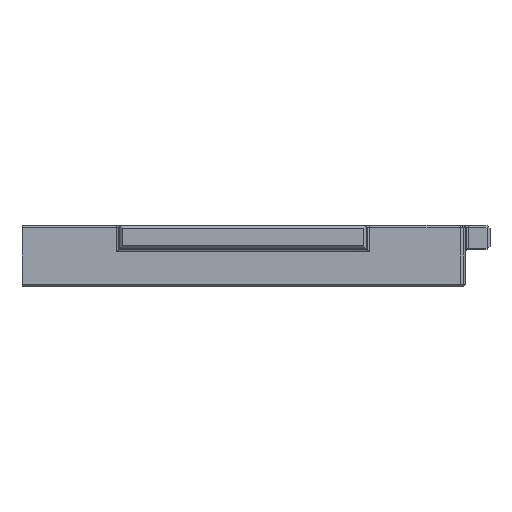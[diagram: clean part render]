
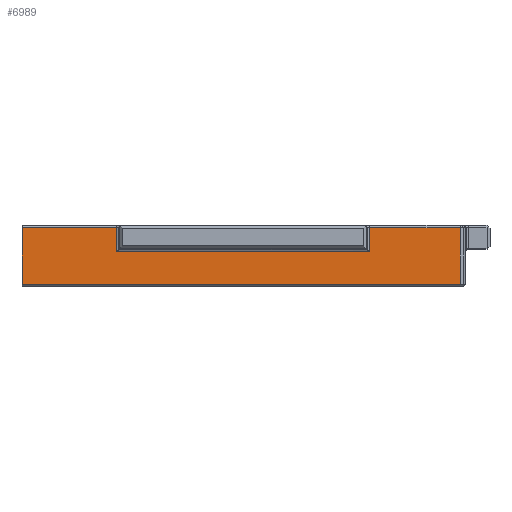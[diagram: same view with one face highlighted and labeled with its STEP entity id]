
A CAD part, top view. The second image highlights one B-rep face of the part: STEP entity #6989.
In plain terms, the highlighted planar face has unit normal (0, 0, 1).
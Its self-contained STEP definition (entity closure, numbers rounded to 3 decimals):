
#283 = LINE ( 'NONE', #1697, #15712 ) ;
#783 = VERTEX_POINT ( 'NONE', #4173 ) ;
#1088 = DIRECTION ( 'NONE',  ( 0., 0., 1. ) ) ;
#1254 = EDGE_LOOP ( 'NONE', ( #20370, #14729, #7625, #6561, #9449, #15297, #9710, #7004 ) ) ;
#1697 = CARTESIAN_POINT ( 'NONE',  ( 170.6, 22.6, 59.8 ) ) ;
#2617 = VERTEX_POINT ( 'NONE', #2904 ) ;
#2695 = EDGE_CURVE ( 'NONE', #14316, #783, #283, .T. ) ;
#2717 = CARTESIAN_POINT ( 'NONE',  ( 100.3, 8., 59.8 ) ) ;
#2724 = FACE_OUTER_BOUND ( 'NONE', #1254, .T. ) ;
#2904 = CARTESIAN_POINT ( 'NONE',  ( 189., 8., 59.8 ) ) ;
#3249 = LINE ( 'NONE', #9931, #13171 ) ;
#3587 = CARTESIAN_POINT ( 'NONE',  ( 170.6, 14.6, 59.8 ) ) ;
#4173 = CARTESIAN_POINT ( 'NONE',  ( 170.6, 19.5, 59.8 ) ) ;
#4259 = DIRECTION ( 'NONE',  ( 1., 0., 0. ) ) ;
#4892 = CARTESIAN_POINT ( 'NONE',  ( 119.4, 19.5, 59.8 ) ) ;
#4956 = EDGE_CURVE ( 'NONE', #18391, #2617, #9161, .T. ) ;
#5405 = CARTESIAN_POINT ( 'NONE',  ( 180., 19.5, 59.8 ) ) ;
#5975 = VECTOR ( 'NONE', #7213, 1000. ) ;
#6066 = DIRECTION ( 'NONE',  ( 0., -1., 0. ) ) ;
#6107 = DIRECTION ( 'NONE',  ( 1., 0., 0. ) ) ;
#6337 = LINE ( 'NONE', #7857, #12526 ) ;
#6377 = EDGE_CURVE ( 'NONE', #14281, #19554, #9348, .T. ) ;
#6561 = ORIENTED_EDGE ( 'NONE', *, *, #21237, .F. ) ;
#6989 = ADVANCED_FACE ( 'NONE', ( #2724 ), #9293, .T. ) ;
#7004 = ORIENTED_EDGE ( 'NONE', *, *, #21586, .F. ) ;
#7213 = DIRECTION ( 'NONE',  ( -1., 0., 0. ) ) ;
#7625 = ORIENTED_EDGE ( 'NONE', *, *, #4956, .F. ) ;
#7747 = EDGE_CURVE ( 'NONE', #19554, #14316, #6337, .T. ) ;
#7815 = CARTESIAN_POINT ( 'NONE',  ( 119.4, 22.6, 59.8 ) ) ;
#7857 = CARTESIAN_POINT ( 'NONE',  ( 180., 14.6, 59.8 ) ) ;
#8279 = DIRECTION ( 'NONE',  ( 1., 0., 0. ) ) ;
#8704 = DIRECTION ( 'NONE',  ( 0., -1., 0. ) ) ;
#9161 = LINE ( 'NONE', #20784, #13649 ) ;
#9293 = PLANE ( 'NONE',  #12854 ) ;
#9348 = LINE ( 'NONE', #7815, #19351 ) ;
#9449 = ORIENTED_EDGE ( 'NONE', *, *, #2695, .F. ) ;
#9710 = ORIENTED_EDGE ( 'NONE', *, *, #6377, .F. ) ;
#9931 = CARTESIAN_POINT ( 'NONE',  ( 180., 19.5, 59.8 ) ) ;
#9985 = VERTEX_POINT ( 'NONE', #2717 ) ;
#10169 = CARTESIAN_POINT ( 'NONE',  ( 119.4, 14.6, 59.8 ) ) ;
#10331 = DIRECTION ( 'NONE',  ( 1., 0., 0. ) ) ;
#10777 = VECTOR ( 'NONE', #8704, 1000. ) ;
#11746 = LINE ( 'NONE', #5405, #12126 ) ;
#11982 = CARTESIAN_POINT ( 'NONE',  ( 100.3, 20.325, 59.8 ) ) ;
#12110 = DIRECTION ( 'NONE',  ( 0., -1., 0. ) ) ;
#12126 = VECTOR ( 'NONE', #10331, 1000. ) ;
#12526 = VECTOR ( 'NONE', #6107, 1000. ) ;
#12854 = AXIS2_PLACEMENT_3D ( 'NONE', #15992, #1088, #4259 ) ;
#12991 = EDGE_CURVE ( 'NONE', #19449, #9985, #20431, .T. ) ;
#13171 = VECTOR ( 'NONE', #8279, 1000. ) ;
#13649 = VECTOR ( 'NONE', #12110, 1000. ) ;
#14218 = LINE ( 'NONE', #15882, #5975 ) ;
#14281 = VERTEX_POINT ( 'NONE', #4892 ) ;
#14316 = VERTEX_POINT ( 'NONE', #3587 ) ;
#14729 = ORIENTED_EDGE ( 'NONE', *, *, #16488, .F. ) ;
#15297 = ORIENTED_EDGE ( 'NONE', *, *, #7747, .F. ) ;
#15712 = VECTOR ( 'NONE', #17139, 1000. ) ;
#15882 = CARTESIAN_POINT ( 'NONE',  ( 167.525, 8., 59.8 ) ) ;
#15992 = CARTESIAN_POINT ( 'NONE',  ( -79.7, 27.6, 59.8 ) ) ;
#16488 = EDGE_CURVE ( 'NONE', #2617, #9985, #14218, .T. ) ;
#17139 = DIRECTION ( 'NONE',  ( 0., 1., 0. ) ) ;
#18391 = VERTEX_POINT ( 'NONE', #20012 ) ;
#19351 = VECTOR ( 'NONE', #6066, 1000. ) ;
#19449 = VERTEX_POINT ( 'NONE', #19805 ) ;
#19554 = VERTEX_POINT ( 'NONE', #10169 ) ;
#19805 = CARTESIAN_POINT ( 'NONE',  ( 100.3, 19.5, 59.8 ) ) ;
#20012 = CARTESIAN_POINT ( 'NONE',  ( 189., 19.5, 59.8 ) ) ;
#20370 = ORIENTED_EDGE ( 'NONE', *, *, #12991, .T. ) ;
#20431 = LINE ( 'NONE', #11982, #10777 ) ;
#20784 = CARTESIAN_POINT ( 'NONE',  ( 189., 27.6, 59.8 ) ) ;
#21237 = EDGE_CURVE ( 'NONE', #783, #18391, #3249, .T. ) ;
#21586 = EDGE_CURVE ( 'NONE', #19449, #14281, #11746, .T. ) ;
